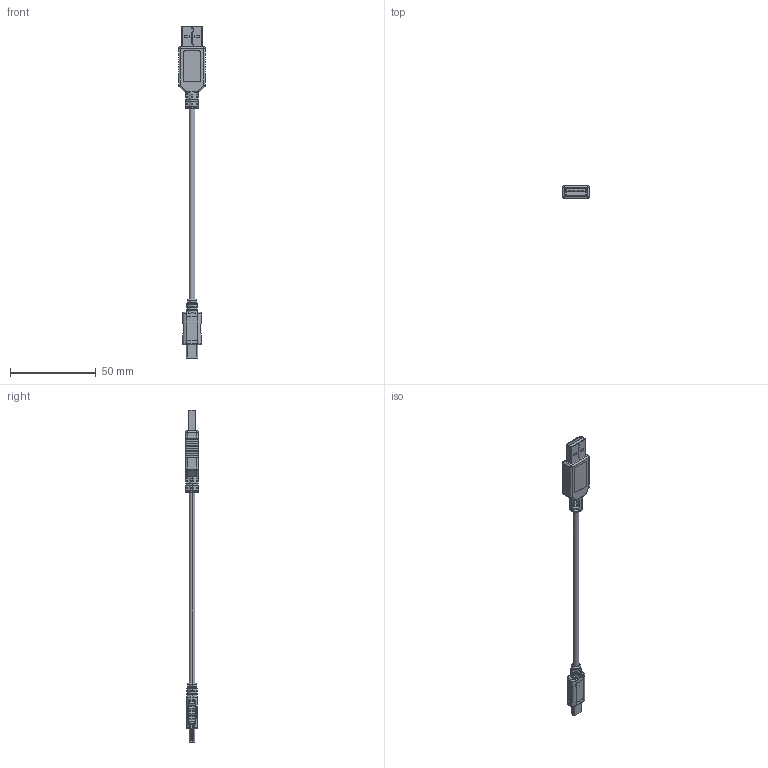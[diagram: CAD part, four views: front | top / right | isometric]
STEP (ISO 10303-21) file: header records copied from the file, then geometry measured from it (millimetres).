
FILE_DESCRIPTION (( 'STEP AP214' ), '1' );
FILE_NAME ('CSMUAMB5.STEP', '2010-03-22T18:47:17', ( 'Windows XP Mode' ), ( '' ), 'SwSTEP 2.0', 'SolidWorks 2008', '' );
FILE_SCHEMA (( 'AUTOMOTIVE_DESIGN' ));
Length unit declared in the file: inch
Products named in the file (17): 1AA05-003-MA5; 1AA05-003-MA4; MTN-151_WITHOUT LOGO; 3AB06-030_without logo; CSMUAMB5-MA1; CSMUAMB5; 1AA05-006-MA2_crimped; 1AA05-006-MA1; 1AA05-006_crimped; MTN-162_NO LOGO; 1AA05-006-MA4; 1AA05-006-MA3; 1AA05-003-MA1; 1AA05-003_CRIMPED; 3AB06-025_WITHOUT LOGO; 1AA05-003-MA3; 1AA05-003-MA2_CRIMPED
Assembly tree (19 placements, depth 4):
  CSMUAMB5
    CSMUAMB5-MA1
    3AB06-025_WITHOUT LOGO
      MTN-151_WITHOUT LOGO
      1AA05-003_CRIMPED
        1AA05-003-MA4  x4
        1AA05-003-MA3
        1AA05-003-MA2_CRIMPED
        1AA05-003-MA5
        1AA05-003-MA1
    3AB06-030_without logo
      1AA05-006_crimped
        1AA05-006-MA4
        1AA05-006-MA3
        1AA05-006-MA2_crimped
        1AA05-006-MA1
      MTN-162_NO LOGO
Bounding box: 15.7 x 7.5 x 193.67 mm (x, y, z)
Volume: 6932.2 mm3; surface area: 9572.2 mm2
Topology: 24 solids, 24 shells, 955 faces, 2651 edges, 1704 vertices
Faces by surface type: plane 628, cylinder 233, bspline 60, sphere 20, torus 12, cone 2
Entity records: 35097 total; most frequent: CARTESIAN_POINT 8561, ORIENTED_EDGE 5062, DIRECTION 4549, EDGE_CURVE 2531, LINE 1739, VECTOR 1739, VERTEX_POINT 1644, AXIS2_PLACEMENT_3D 1405
